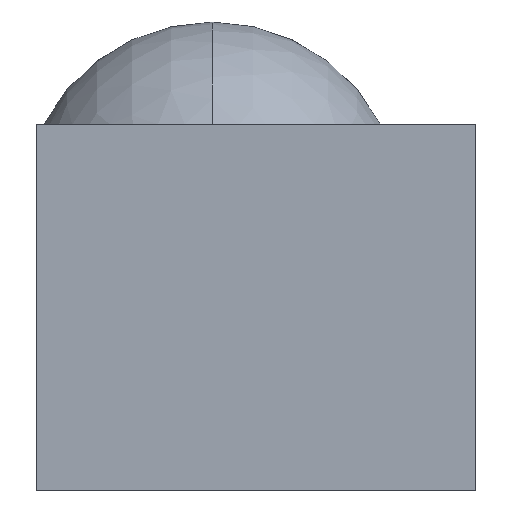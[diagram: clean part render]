
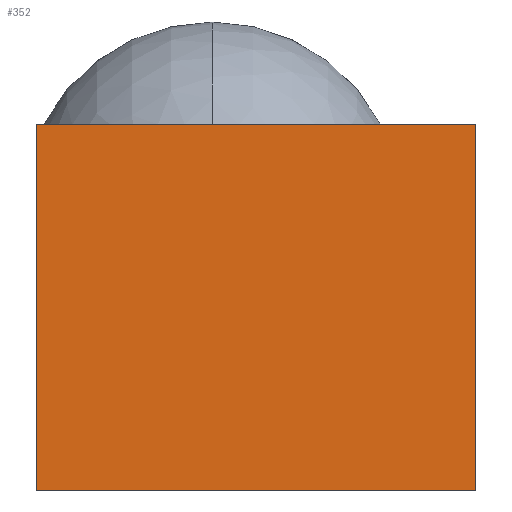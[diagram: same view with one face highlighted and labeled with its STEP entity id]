
A CAD part, left-side view. The second image highlights one B-rep face of the part: STEP entity #352.
In plain terms, the highlighted planar face has unit normal (-1, 0, 0).
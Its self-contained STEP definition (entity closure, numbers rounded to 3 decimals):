
#6 = CARTESIAN_POINT ( 'NONE',  ( -3.4, 3., 0. ) ) ;
#11 = EDGE_CURVE ( 'NONE', #376, #29, #306, .T. ) ;
#29 = VERTEX_POINT ( 'NONE', #82 ) ;
#31 = ORIENTED_EDGE ( 'NONE', *, *, #200, .F. ) ;
#50 = EDGE_LOOP ( 'NONE', ( #469, #277, #31, #263 ) ) ;
#58 = PLANE ( 'NONE',  #421 ) ;
#82 = CARTESIAN_POINT ( 'NONE',  ( -3.4, 0., -2.5 ) ) ;
#95 = CARTESIAN_POINT ( 'NONE',  ( -3.4, 0., 0. ) ) ;
#105 = EDGE_CURVE ( 'NONE', #401, #392, #437, .T. ) ;
#106 = CARTESIAN_POINT ( 'NONE',  ( -3.4, 3., -2.5 ) ) ;
#108 = DIRECTION ( 'NONE',  ( 0., 0., -1. ) ) ;
#142 = DIRECTION ( 'NONE',  ( 0., -1., 0. ) ) ;
#172 = CARTESIAN_POINT ( 'NONE',  ( -3.4, 3., -2.5 ) ) ;
#191 = CARTESIAN_POINT ( 'NONE',  ( -3.4, 3., 0. ) ) ;
#200 = EDGE_CURVE ( 'NONE', #376, #401, #296, .T. ) ;
#214 = DIRECTION ( 'NONE',  ( 0., 0., 1. ) ) ;
#263 = ORIENTED_EDGE ( 'NONE', *, *, #11, .T. ) ;
#277 = ORIENTED_EDGE ( 'NONE', *, *, #105, .F. ) ;
#296 = LINE ( 'NONE', #348, #527 ) ;
#306 = LINE ( 'NONE', #172, #520 ) ;
#318 = FACE_OUTER_BOUND ( 'NONE', #50, .T. ) ;
#322 = VECTOR ( 'NONE', #440, 1000. ) ;
#348 = CARTESIAN_POINT ( 'NONE',  ( -3.4, 3., 0. ) ) ;
#352 = ADVANCED_FACE ( 'NONE', ( #318 ), #58, .F. ) ;
#366 = DIRECTION ( 'NONE',  ( 1., 0., 0. ) ) ;
#376 = VERTEX_POINT ( 'NONE', #106 ) ;
#392 = VERTEX_POINT ( 'NONE', #95 ) ;
#401 = VERTEX_POINT ( 'NONE', #6 ) ;
#405 = VECTOR ( 'NONE', #543, 1000. ) ;
#414 = CARTESIAN_POINT ( 'NONE',  ( -3.4, 3., 0. ) ) ;
#415 = EDGE_CURVE ( 'NONE', #29, #392, #518, .T. ) ;
#421 = AXIS2_PLACEMENT_3D ( 'NONE', #191, #366, #108 ) ;
#437 = LINE ( 'NONE', #414, #322 ) ;
#440 = DIRECTION ( 'NONE',  ( 0., -1., 0. ) ) ;
#469 = ORIENTED_EDGE ( 'NONE', *, *, #415, .T. ) ;
#518 = LINE ( 'NONE', #545, #405 ) ;
#520 = VECTOR ( 'NONE', #142, 1000. ) ;
#527 = VECTOR ( 'NONE', #214, 1000. ) ;
#543 = DIRECTION ( 'NONE',  ( 0., 0., 1. ) ) ;
#545 = CARTESIAN_POINT ( 'NONE',  ( -3.4, 0., 0. ) ) ;
